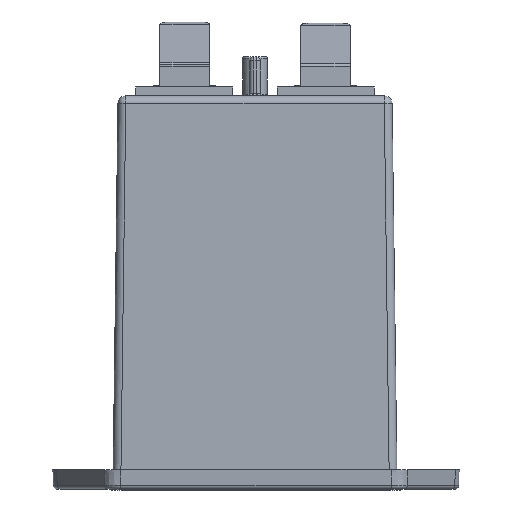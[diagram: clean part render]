
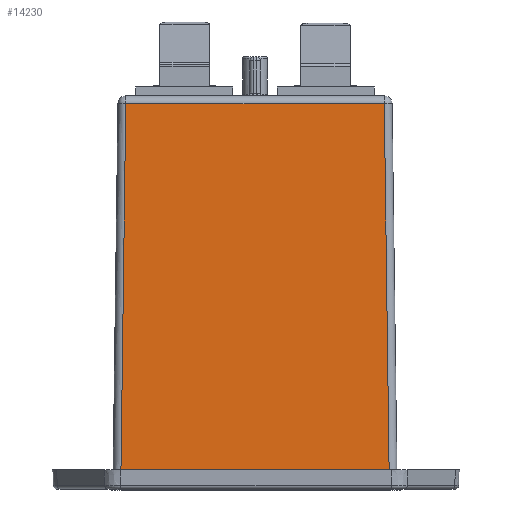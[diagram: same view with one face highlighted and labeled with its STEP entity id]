
A CAD part, left-side view. The second image highlights one B-rep face of the part: STEP entity #14230.
In plain terms, the highlighted planar face has unit normal (-1, 0, 0.013).
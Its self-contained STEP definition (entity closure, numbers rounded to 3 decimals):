
#1174 = CARTESIAN_POINT ( 'NONE',  ( -11.75, -17.149, 1.6 ) ) ;
#2139 = VERTEX_POINT ( 'NONE', #4438 ) ;
#2967 = ORIENTED_EDGE ( 'NONE', *, *, #4774, .T. ) ;
#3437 = CARTESIAN_POINT ( 'NONE',  ( -11.75, 17.149, 1.6 ) ) ;
#3438 = AXIS2_PLACEMENT_3D ( 'NONE', #13286, #15102, #20633 ) ;
#3556 = CARTESIAN_POINT ( 'NONE',  ( -11.75, 18.17, 1.6 ) ) ;
#3746 = CARTESIAN_POINT ( 'NONE',  ( -11.77, 17.17, -0.013 ) ) ;
#4438 = CARTESIAN_POINT ( 'NONE',  ( -11.162, -16.533, 48.413 ) ) ;
#4774 = EDGE_CURVE ( 'NONE', #17670, #19196, #5669, .T. ) ;
#5081 = VECTOR ( 'NONE', #11069, 1000. ) ;
#5393 = LINE ( 'NONE', #8760, #16277 ) ;
#5669 = LINE ( 'NONE', #3746, #5081 ) ;
#6283 = CARTESIAN_POINT ( 'NONE',  ( -11.162, 16.533, 48.413 ) ) ;
#6780 = VECTOR ( 'NONE', #16643, 1000. ) ;
#7130 = ORIENTED_EDGE ( 'NONE', *, *, #10134, .T. ) ;
#7486 = EDGE_CURVE ( 'NONE', #2139, #17670, #5393, .T. ) ;
#8760 = CARTESIAN_POINT ( 'NONE',  ( -11.162, 18.17, 48.413 ) ) ;
#10042 = VERTEX_POINT ( 'NONE', #1174 ) ;
#10134 = EDGE_CURVE ( 'NONE', #10042, #2139, #19448, .T. ) ;
#11069 = DIRECTION ( 'NONE',  ( -0.013, 0.013, -1. ) ) ;
#11259 = FACE_OUTER_BOUND ( 'NONE', #15224, .T. ) ;
#13286 = CARTESIAN_POINT ( 'NONE',  ( -11.77, 18.17, 0. ) ) ;
#13536 = PLANE ( 'NONE',  #3438 ) ;
#14230 = ADVANCED_FACE ( 'NONE', ( #11259 ), #13536, .F. ) ;
#14823 = ORIENTED_EDGE ( 'NONE', *, *, #7486, .T. ) ;
#15102 = DIRECTION ( 'NONE',  ( 1., 0., -0.013 ) ) ;
#15224 = EDGE_LOOP ( 'NONE', ( #2967, #16375, #7130, #14823 ) ) ;
#16172 = CARTESIAN_POINT ( 'NONE',  ( -11.764, -17.164, 0.465 ) ) ;
#16277 = VECTOR ( 'NONE', #21513, 1000. ) ;
#16375 = ORIENTED_EDGE ( 'NONE', *, *, #22910, .T. ) ;
#16643 = DIRECTION ( 'NONE',  ( 0.013, 0.013, 1. ) ) ;
#17670 = VERTEX_POINT ( 'NONE', #6283 ) ;
#19196 = VERTEX_POINT ( 'NONE', #3437 ) ;
#19448 = LINE ( 'NONE', #16172, #6780 ) ;
#20024 = LINE ( 'NONE', #3556, #22646 ) ;
#20633 = DIRECTION ( 'NONE',  ( 0., -1., 0. ) ) ;
#21513 = DIRECTION ( 'NONE',  ( 0., 1., 0. ) ) ;
#22063 = DIRECTION ( 'NONE',  ( 0., -1., 0. ) ) ;
#22646 = VECTOR ( 'NONE', #22063, 1000. ) ;
#22910 = EDGE_CURVE ( 'NONE', #19196, #10042, #20024, .T. ) ;
